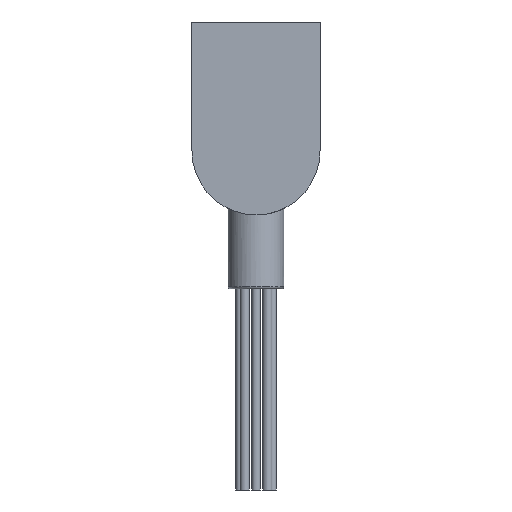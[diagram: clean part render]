
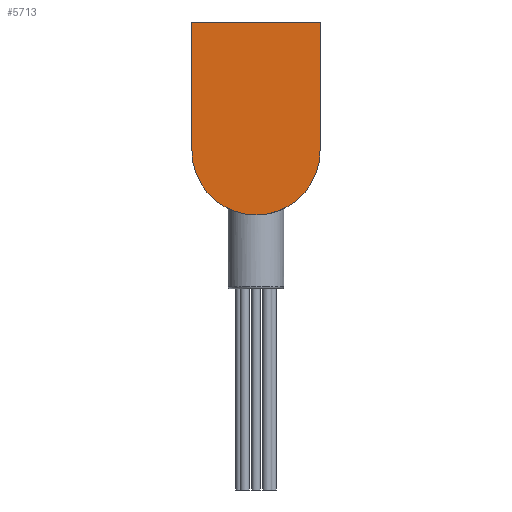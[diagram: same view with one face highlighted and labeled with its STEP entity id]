
A CAD part, front view. The second image highlights one B-rep face of the part: STEP entity #5713.
In plain terms, the highlighted planar face has unit normal (0, -1, 0).
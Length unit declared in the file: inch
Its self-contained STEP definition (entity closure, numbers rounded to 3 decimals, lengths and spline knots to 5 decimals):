
#794=LINE('',#15702,#1216);
#795=LINE('',#15706,#1217);
#796=LINE('',#15707,#1218);
#1216=VECTOR('',#6953,39.37008);
#1217=VECTOR('',#6956,39.37008);
#1218=VECTOR('',#6957,39.37008);
#1564=FACE_OUTER_BOUND('',#1892,.T.);
#1892=EDGE_LOOP('',(#4658,#4659,#4660,#4661));
#2051=CIRCLE('',#5988,0.5);
#2648=VERTEX_POINT('',#15700);
#2649=VERTEX_POINT('',#15701);
#2650=VERTEX_POINT('',#15703);
#2651=VERTEX_POINT('',#15705);
#3429=EDGE_CURVE('',#2648,#2649,#794,.T.);
#3430=EDGE_CURVE('',#2648,#2650,#2051,.T.);
#3431=EDGE_CURVE('',#2651,#2650,#795,.T.);
#3432=EDGE_CURVE('',#2649,#2651,#796,.T.);
#4658=ORIENTED_EDGE('',*,*,#3429,.F.);
#4659=ORIENTED_EDGE('',*,*,#3430,.T.);
#4660=ORIENTED_EDGE('',*,*,#3431,.F.);
#4661=ORIENTED_EDGE('',*,*,#3432,.F.);
#5461=PLANE('',#5987);
#5713=ADVANCED_FACE('',(#1564),#5461,.T.);
#5987=AXIS2_PLACEMENT_3D('',#15699,#6951,#6952);
#5988=AXIS2_PLACEMENT_3D('',#15704,#6954,#6955);
#6951=DIRECTION('center_axis',(0.,-1.,0.));
#6952=DIRECTION('ref_axis',(1.,0.,0.));
#6953=DIRECTION('',(0.,0.,1.));
#6954=DIRECTION('center_axis',(0.,-1.,0.));
#6955=DIRECTION('ref_axis',(1.,0.,0.));
#6956=DIRECTION('',(0.,0.,-1.));
#6957=DIRECTION('',(1.,0.,0.));
#15699=CARTESIAN_POINT('Origin',(0.,-0.281,-1.1578));
#15700=CARTESIAN_POINT('',(-0.5,-0.281,0.));
#15701=CARTESIAN_POINT('',(-0.5,-0.281,1.));
#15702=CARTESIAN_POINT('',(-0.5,-0.281,-1.1578));
#15703=CARTESIAN_POINT('',(0.5,-0.281,0.));
#15704=CARTESIAN_POINT('Origin',(0.,-0.281,0.));
#15705=CARTESIAN_POINT('',(0.5,-0.281,1.));
#15706=CARTESIAN_POINT('',(0.5,-0.281,-1.1578));
#15707=CARTESIAN_POINT('',(0.,-0.281,1.));
